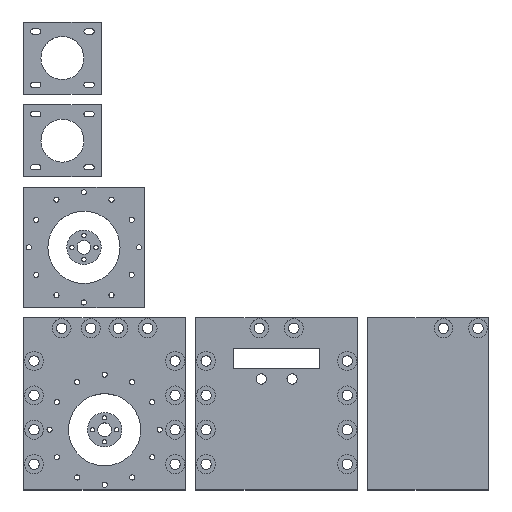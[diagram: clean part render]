
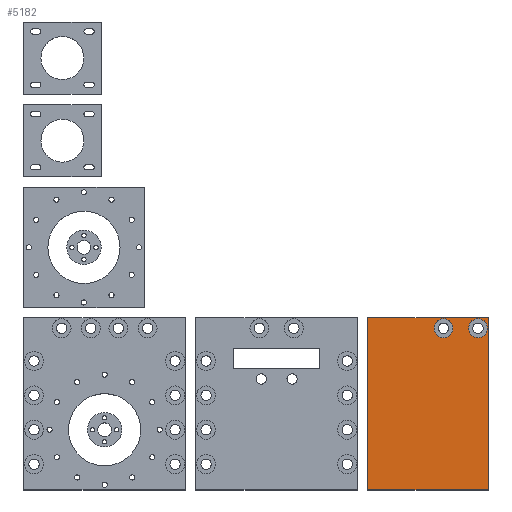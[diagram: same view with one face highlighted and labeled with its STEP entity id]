
A CAD part, top view. The second image highlights one B-rep face of the part: STEP entity #5182.
In plain terms, the highlighted planar face has unit normal (0, 0, 1).
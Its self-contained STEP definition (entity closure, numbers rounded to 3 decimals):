
#274 = AXIS2_PLACEMENT_3D ( 'NONE', #7917, #2311, #7087 ) ;
#821 = EDGE_CURVE ( 'NONE', #834, #4434, #1095, .T. ) ;
#834 = VERTEX_POINT ( 'NONE', #9962 ) ;
#889 = CARTESIAN_POINT ( 'NONE',  ( 3.5, 44., 12. ) ) ;
#1094 = ORIENTED_EDGE ( 'NONE', *, *, #7946, .T. ) ;
#1095 = CIRCLE ( 'NONE', #8536, 5.5 ) ;
#1202 = EDGE_LOOP ( 'NONE', ( #2576, #1094, #3236, #4829 ) ) ;
#1207 = CARTESIAN_POINT ( 'NONE',  ( 14.5, 44., 12. ) ) ;
#1511 = CARTESIAN_POINT ( 'NONE',  ( -35., 50., 12. ) ) ;
#1918 = LINE ( 'NONE', #6037, #10257 ) ;
#2311 = DIRECTION ( 'NONE',  ( 0., 0., 1. ) ) ;
#2438 = CARTESIAN_POINT ( 'NONE',  ( -35., -50., 12. ) ) ;
#2576 = ORIENTED_EDGE ( 'NONE', *, *, #10387, .T. ) ;
#2943 = CARTESIAN_POINT ( 'NONE',  ( -35., -50., 12. ) ) ;
#3236 = ORIENTED_EDGE ( 'NONE', *, *, #6444, .T. ) ;
#3315 = VECTOR ( 'NONE', #6376, 1000. ) ;
#3374 = VERTEX_POINT ( 'NONE', #2943 ) ;
#3473 = CIRCLE ( 'NONE', #5909, 5.5 ) ;
#3547 = CIRCLE ( 'NONE', #274, 5.5 ) ;
#3807 = CARTESIAN_POINT ( 'NONE',  ( 35., -50., 12. ) ) ;
#3954 = CARTESIAN_POINT ( 'NONE',  ( 34.5, 44., 12. ) ) ;
#4206 = FACE_BOUND ( 'NONE', #10117, .T. ) ;
#4264 = CARTESIAN_POINT ( 'NONE',  ( 0., 0., 12. ) ) ;
#4280 = CARTESIAN_POINT ( 'NONE',  ( 29., 44., 12. ) ) ;
#4359 = AXIS2_PLACEMENT_3D ( 'NONE', #6330, #5397, #4757 ) ;
#4434 = VERTEX_POINT ( 'NONE', #3954 ) ;
#4448 = ORIENTED_EDGE ( 'NONE', *, *, #10045, .F. ) ;
#4564 = PLANE ( 'NONE',  #6102 ) ;
#4579 = ORIENTED_EDGE ( 'NONE', *, *, #7215, .F. ) ;
#4589 = CARTESIAN_POINT ( 'NONE',  ( 35., 50., 12. ) ) ;
#4697 = VECTOR ( 'NONE', #8150, 1000. ) ;
#4757 = DIRECTION ( 'NONE',  ( 1., 0., 0. ) ) ;
#4829 = ORIENTED_EDGE ( 'NONE', *, *, #10018, .T. ) ;
#4840 = EDGE_CURVE ( 'NONE', #6706, #9096, #5573, .T. ) ;
#5018 = FACE_OUTER_BOUND ( 'NONE', #1202, .T. ) ;
#5182 = ADVANCED_FACE ( 'NONE', ( #4206, #10296, #5018 ), #4564, .T. ) ;
#5341 = DIRECTION ( 'NONE',  ( 1., 0., 0. ) ) ;
#5397 = DIRECTION ( 'NONE',  ( 0., 0., 1. ) ) ;
#5458 = CARTESIAN_POINT ( 'NONE',  ( 9., 44., 12. ) ) ;
#5573 = CIRCLE ( 'NONE', #4359, 5.5 ) ;
#5909 = AXIS2_PLACEMENT_3D ( 'NONE', #5458, #8012, #5341 ) ;
#6037 = CARTESIAN_POINT ( 'NONE',  ( 35., -50., 12. ) ) ;
#6102 = AXIS2_PLACEMENT_3D ( 'NONE', #4264, #8630, #6708 ) ;
#6250 = EDGE_LOOP ( 'NONE', ( #4579, #10178 ) ) ;
#6309 = LINE ( 'NONE', #2438, #4697 ) ;
#6330 = CARTESIAN_POINT ( 'NONE',  ( 9., 44., 12. ) ) ;
#6376 = DIRECTION ( 'NONE',  ( -1., 0., 0. ) ) ;
#6437 = VERTEX_POINT ( 'NONE', #8643 ) ;
#6444 = EDGE_CURVE ( 'NONE', #6437, #6473, #7842, .T. ) ;
#6473 = VERTEX_POINT ( 'NONE', #10312 ) ;
#6706 = VERTEX_POINT ( 'NONE', #889 ) ;
#6708 = DIRECTION ( 'NONE',  ( 1., 0., 0. ) ) ;
#6859 = DIRECTION ( 'NONE',  ( 1., 0., 0. ) ) ;
#6896 = ORIENTED_EDGE ( 'NONE', *, *, #4840, .F. ) ;
#7087 = DIRECTION ( 'NONE',  ( 1., 0., 0. ) ) ;
#7215 = EDGE_CURVE ( 'NONE', #4434, #834, #3547, .T. ) ;
#7600 = DIRECTION ( 'NONE',  ( 0., 0., 1. ) ) ;
#7842 = LINE ( 'NONE', #3807, #10110 ) ;
#7917 = CARTESIAN_POINT ( 'NONE',  ( 29., 44., 12. ) ) ;
#7946 = EDGE_CURVE ( 'NONE', #3374, #6437, #1918, .T. ) ;
#8012 = DIRECTION ( 'NONE',  ( 0., 0., 1. ) ) ;
#8150 = DIRECTION ( 'NONE',  ( 0., -1., 0. ) ) ;
#8536 = AXIS2_PLACEMENT_3D ( 'NONE', #4280, #7600, #9351 ) ;
#8630 = DIRECTION ( 'NONE',  ( 0., 0., 1. ) ) ;
#8643 = CARTESIAN_POINT ( 'NONE',  ( 35., -50., 12. ) ) ;
#9096 = VERTEX_POINT ( 'NONE', #1207 ) ;
#9351 = DIRECTION ( 'NONE',  ( 1., 0., 0. ) ) ;
#9451 = LINE ( 'NONE', #4589, #3315 ) ;
#9962 = CARTESIAN_POINT ( 'NONE',  ( 23.5, 44., 12. ) ) ;
#10018 = EDGE_CURVE ( 'NONE', #6473, #10152, #9451, .T. ) ;
#10045 = EDGE_CURVE ( 'NONE', #9096, #6706, #3473, .T. ) ;
#10110 = VECTOR ( 'NONE', #10418, 1000. ) ;
#10117 = EDGE_LOOP ( 'NONE', ( #4448, #6896 ) ) ;
#10152 = VERTEX_POINT ( 'NONE', #1511 ) ;
#10178 = ORIENTED_EDGE ( 'NONE', *, *, #821, .F. ) ;
#10257 = VECTOR ( 'NONE', #6859, 1000. ) ;
#10296 = FACE_BOUND ( 'NONE', #6250, .T. ) ;
#10312 = CARTESIAN_POINT ( 'NONE',  ( 35., 50., 12. ) ) ;
#10387 = EDGE_CURVE ( 'NONE', #10152, #3374, #6309, .T. ) ;
#10418 = DIRECTION ( 'NONE',  ( 0., 1., 0. ) ) ;
